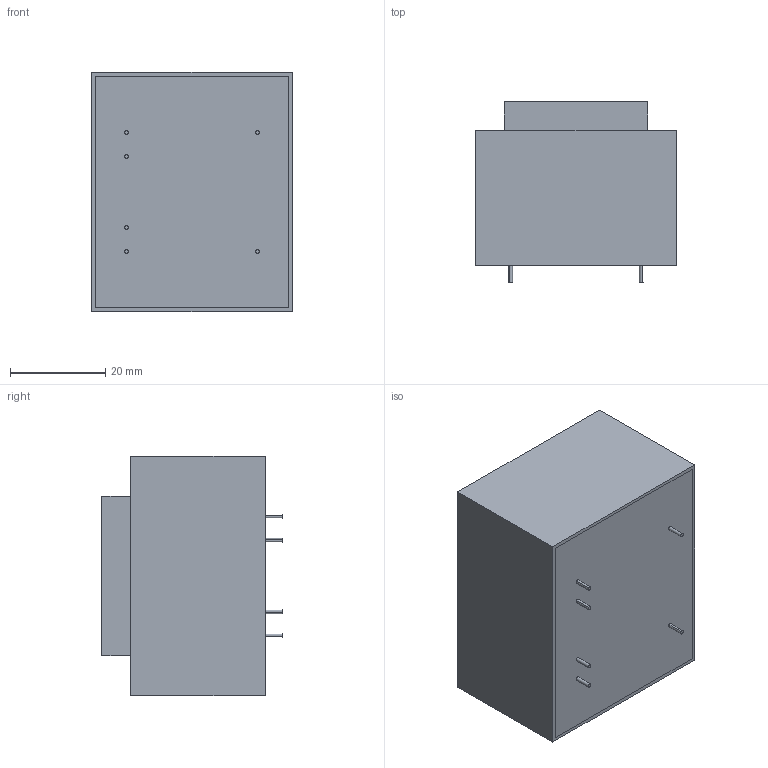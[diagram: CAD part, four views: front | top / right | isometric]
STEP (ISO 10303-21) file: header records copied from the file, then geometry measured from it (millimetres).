
FILE_DESCRIPTION (( 'STEP AP214' ), '1' );
FILE_NAME ('382294.STEP', '2021-09-30T06:16:59', ( '' ), ( '' ), 'SwSTEP 2.0', 'SolidWorks 2018', '' );
FILE_SCHEMA (( 'AUTOMOTIVE_DESIGN' ));
Length unit declared in the file: millimetre
Products named in the file (1): 382294
Bounding box: 42.2 x 38 x 50.3 mm (x, y, z)
Volume: 66274.9 mm3; surface area: 10331.5 mm2
Topology: 1 solids, 1 shells, 223 faces, 580 edges, 388 vertices
Faces by surface type: bspline 108, plane 103, cylinder 12
Entity records: 8486 total; most frequent: CARTESIAN_POINT 3690, ORIENTED_EDGE 1160, DIRECTION 620, EDGE_CURVE 580, VERTEX_POINT 388, VECTOR 340, LINE 340, EDGE_LOOP 252
